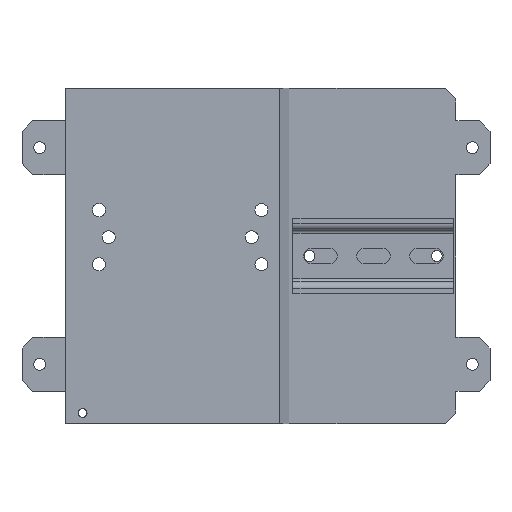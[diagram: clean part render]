
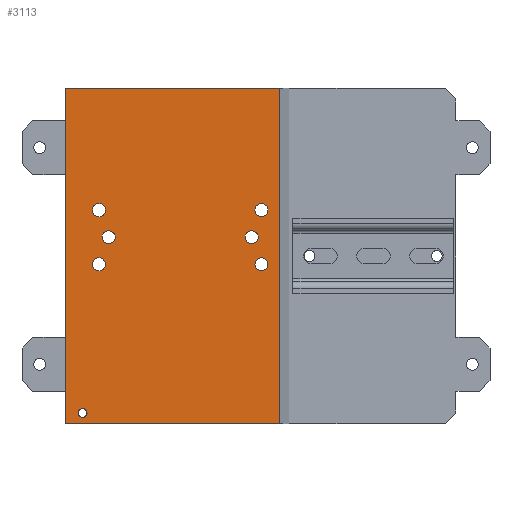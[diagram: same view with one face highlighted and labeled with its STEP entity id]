
A CAD part, top view. The second image highlights one B-rep face of the part: STEP entity #3113.
In plain terms, the highlighted planar face has unit normal (0, 0, 1).
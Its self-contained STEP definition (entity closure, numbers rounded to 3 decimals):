
#1224=CARTESIAN_POINT('',(299.339,192.735,2.));
#1225=DIRECTION('',(0.,0.,-1.));
#1226=DIRECTION('',(-1.,0.,0.));
#1227=AXIS2_PLACEMENT_3D('',#1224,#1225,#1226);
#1232=CARTESIAN_POINT('',(299.339,192.735,2.));
#1233=DIRECTION('',(0.,0.,-1.));
#1234=DIRECTION('',(1.,0.,0.));
#1235=AXIS2_PLACEMENT_3D('',#1232,#1233,#1234);
#1240=CARTESIAN_POINT('',(377.359,273.905,2.));
#1241=DIRECTION('',(0.,0.,-1.));
#1242=DIRECTION('',(-1.,0.,0.));
#1243=AXIS2_PLACEMENT_3D('',#1240,#1241,#1242);
#1248=CARTESIAN_POINT('',(377.359,273.905,2.));
#1249=DIRECTION('',(0.,0.,-1.));
#1250=DIRECTION('',(1.,0.,0.));
#1251=AXIS2_PLACEMENT_3D('',#1248,#1249,#1250);
#1256=CARTESIAN_POINT('',(311.359,273.905,2.));
#1257=DIRECTION('',(0.,0.,-1.));
#1258=DIRECTION('',(-1.,0.,0.));
#1259=AXIS2_PLACEMENT_3D('',#1256,#1257,#1258);
#1264=CARTESIAN_POINT('',(311.359,273.905,2.));
#1265=DIRECTION('',(0.,0.,-1.));
#1266=DIRECTION('',(1.,0.,0.));
#1267=AXIS2_PLACEMENT_3D('',#1264,#1265,#1266);
#1272=CARTESIAN_POINT('',(306.859,261.405,2.));
#1273=DIRECTION('',(0.,0.,-1.));
#1274=DIRECTION('',(-1.,0.,0.));
#1275=AXIS2_PLACEMENT_3D('',#1272,#1273,#1274);
#1280=CARTESIAN_POINT('',(306.859,261.405,2.));
#1281=DIRECTION('',(0.,0.,-1.));
#1282=DIRECTION('',(1.,0.,0.));
#1283=AXIS2_PLACEMENT_3D('',#1280,#1281,#1282);
#1288=CARTESIAN_POINT('',(306.859,286.405,2.));
#1289=DIRECTION('',(0.,0.,-1.));
#1290=DIRECTION('',(-1.,0.,0.));
#1291=AXIS2_PLACEMENT_3D('',#1288,#1289,#1290);
#1296=CARTESIAN_POINT('',(306.859,286.405,2.));
#1297=DIRECTION('',(0.,0.,-1.));
#1298=DIRECTION('',(1.,0.,0.));
#1299=AXIS2_PLACEMENT_3D('',#1296,#1297,#1298);
#1304=CARTESIAN_POINT('',(381.859,286.405,2.));
#1305=DIRECTION('',(0.,0.,-1.));
#1306=DIRECTION('',(-1.,0.,0.));
#1307=AXIS2_PLACEMENT_3D('',#1304,#1305,#1306);
#1312=CARTESIAN_POINT('',(381.859,286.405,2.));
#1313=DIRECTION('',(0.,0.,-1.));
#1314=DIRECTION('',(1.,0.,0.));
#1315=AXIS2_PLACEMENT_3D('',#1312,#1313,#1314);
#1320=CARTESIAN_POINT('',(381.859,261.405,2.));
#1321=DIRECTION('',(0.,0.,-1.));
#1322=DIRECTION('',(-1.,0.,0.));
#1323=AXIS2_PLACEMENT_3D('',#1320,#1321,#1322);
#1328=CARTESIAN_POINT('',(381.859,261.405,2.));
#1329=DIRECTION('',(0.,0.,-1.));
#1330=DIRECTION('',(1.,0.,0.));
#1331=AXIS2_PLACEMENT_3D('',#1328,#1329,#1330);
#1336=DIRECTION('',(1.,0.,0.));
#1337=VECTOR('',#1336,98.8);
#1338=CARTESIAN_POINT('',(291.339,187.735,2.));
#1339=LINE('',#1338,#1337);
#1343=DIRECTION('',(0.,-1.,0.));
#1344=VECTOR('',#1343,155.);
#1345=CARTESIAN_POINT('',(291.339,342.735,2.));
#1346=LINE('',#1345,#1344);
#1350=DIRECTION('',(-1.,0.,0.));
#1351=VECTOR('',#1350,98.8);
#1352=CARTESIAN_POINT('',(390.139,342.735,2.));
#1353=LINE('',#1352,#1351);
#1441=DIRECTION('',(0.,1.,0.));
#1442=VECTOR('',#1441,155.);
#1443=CARTESIAN_POINT('',(390.139,187.735,2.));
#1444=LINE('',#1443,#1442);
#1854=CARTESIAN_POINT('',(291.339,342.735,2.));
#1855=CARTESIAN_POINT('',(291.339,187.735,2.));
#1856=VERTEX_POINT('',#1854);
#1857=VERTEX_POINT('',#1855);
#1858=CARTESIAN_POINT('',(378.859,261.405,2.));
#1860=VERTEX_POINT('',#1858);
#1862=CARTESIAN_POINT('',(384.859,261.405,2.));
#1863=VERTEX_POINT('',#1862);
#1866=CARTESIAN_POINT('',(378.859,286.405,2.));
#1868=VERTEX_POINT('',#1866);
#1870=CARTESIAN_POINT('',(384.859,286.405,2.));
#1871=VERTEX_POINT('',#1870);
#1874=CARTESIAN_POINT('',(303.859,286.405,2.));
#1876=VERTEX_POINT('',#1874);
#1878=CARTESIAN_POINT('',(309.859,286.405,2.));
#1879=VERTEX_POINT('',#1878);
#1882=CARTESIAN_POINT('',(303.859,261.405,2.));
#1884=VERTEX_POINT('',#1882);
#1886=CARTESIAN_POINT('',(309.859,261.405,2.));
#1887=VERTEX_POINT('',#1886);
#1890=CARTESIAN_POINT('',(308.359,273.905,2.));
#1892=VERTEX_POINT('',#1890);
#1894=CARTESIAN_POINT('',(314.359,273.905,2.));
#1895=VERTEX_POINT('',#1894);
#1898=CARTESIAN_POINT('',(374.359,273.905,2.));
#1900=VERTEX_POINT('',#1898);
#1902=CARTESIAN_POINT('',(380.359,273.905,2.));
#1903=VERTEX_POINT('',#1902);
#1906=CARTESIAN_POINT('',(297.339,192.735,2.));
#1908=VERTEX_POINT('',#1906);
#1910=CARTESIAN_POINT('',(301.339,192.735,2.));
#1911=VERTEX_POINT('',#1910);
#1926=CARTESIAN_POINT('',(390.139,187.735,2.));
#1927=VERTEX_POINT('',#1926);
#1932=CARTESIAN_POINT('',(390.139,342.735,2.));
#1933=VERTEX_POINT('',#1932);
#3061=CARTESIAN_POINT('',(340.739,265.235,2.));
#3062=DIRECTION('',(0.,0.,1.));
#3063=DIRECTION('',(1.,0.,0.));
#3064=AXIS2_PLACEMENT_3D('',#3061,#3062,#3063);
#3065=PLANE('',#3064);
#3067=ORIENTED_EDGE('',*,*,#3066,.F.);
#3068=ORIENTED_EDGE('',*,*,#2165,.F.);
#3069=ORIENTED_EDGE('',*,*,#2657,.F.);
#3070=ORIENTED_EDGE('',*,*,#2629,.F.);
#3071=EDGE_LOOP('',(#3067,#3068,#3069,#3070));
#3072=FACE_OUTER_BOUND('',#3071,.F.);
#3074=ORIENTED_EDGE('',*,*,#3073,.F.);
#3076=ORIENTED_EDGE('',*,*,#3075,.F.);
#3077=EDGE_LOOP('',(#3074,#3076));
#3078=FACE_BOUND('',#3077,.F.);
#3080=ORIENTED_EDGE('',*,*,#3079,.F.);
#3082=ORIENTED_EDGE('',*,*,#3081,.F.);
#3083=EDGE_LOOP('',(#3080,#3082));
#3084=FACE_BOUND('',#3083,.F.);
#3086=ORIENTED_EDGE('',*,*,#3085,.F.);
#3088=ORIENTED_EDGE('',*,*,#3087,.F.);
#3089=EDGE_LOOP('',(#3086,#3088));
#3090=FACE_BOUND('',#3089,.F.);
#3092=ORIENTED_EDGE('',*,*,#3091,.F.);
#3094=ORIENTED_EDGE('',*,*,#3093,.F.);
#3095=EDGE_LOOP('',(#3092,#3094));
#3096=FACE_BOUND('',#3095,.F.);
#3098=ORIENTED_EDGE('',*,*,#3097,.F.);
#3100=ORIENTED_EDGE('',*,*,#3099,.F.);
#3101=EDGE_LOOP('',(#3098,#3100));
#3102=FACE_BOUND('',#3101,.F.);
#3104=ORIENTED_EDGE('',*,*,#3103,.F.);
#3106=ORIENTED_EDGE('',*,*,#3105,.F.);
#3107=EDGE_LOOP('',(#3104,#3106));
#3108=FACE_BOUND('',#3107,.F.);
#3109=ORIENTED_EDGE('',*,*,#3047,.F.);
#3110=ORIENTED_EDGE('',*,*,#3029,.F.);
#3111=EDGE_LOOP('',(#3109,#3110));
#3112=FACE_BOUND('',#3111,.F.);
#1228=CIRCLE('',#1227,2.);
#1236=CIRCLE('',#1235,2.);
#1244=CIRCLE('',#1243,3.);
#1252=CIRCLE('',#1251,3.);
#1260=CIRCLE('',#1259,3.);
#1268=CIRCLE('',#1267,3.);
#1276=CIRCLE('',#1275,3.);
#1284=CIRCLE('',#1283,3.);
#1292=CIRCLE('',#1291,3.);
#1300=CIRCLE('',#1299,3.);
#1308=CIRCLE('',#1307,3.);
#1316=CIRCLE('',#1315,3.);
#1324=CIRCLE('',#1323,3.);
#1332=CIRCLE('',#1331,3.);
#2165=EDGE_CURVE('',#1857,#1927,#1339,.T.);
#2629=EDGE_CURVE('',#1933,#1856,#1353,.T.);
#2657=EDGE_CURVE('',#1856,#1857,#1346,.T.);
#3029=EDGE_CURVE('',#1911,#1908,#1236,.T.);
#3047=EDGE_CURVE('',#1908,#1911,#1228,.T.);
#3066=EDGE_CURVE('',#1927,#1933,#1444,.T.);
#3073=EDGE_CURVE('',#1900,#1903,#1244,.T.);
#3075=EDGE_CURVE('',#1903,#1900,#1252,.T.);
#3079=EDGE_CURVE('',#1892,#1895,#1260,.T.);
#3081=EDGE_CURVE('',#1895,#1892,#1268,.T.);
#3085=EDGE_CURVE('',#1884,#1887,#1276,.T.);
#3087=EDGE_CURVE('',#1887,#1884,#1284,.T.);
#3091=EDGE_CURVE('',#1876,#1879,#1292,.T.);
#3093=EDGE_CURVE('',#1879,#1876,#1300,.T.);
#3097=EDGE_CURVE('',#1868,#1871,#1308,.T.);
#3099=EDGE_CURVE('',#1871,#1868,#1316,.T.);
#3103=EDGE_CURVE('',#1860,#1863,#1324,.T.);
#3105=EDGE_CURVE('',#1863,#1860,#1332,.T.);
#3113=ADVANCED_FACE('',(#3072,#3078,#3084,#3090,#3096,#3102,#3108,#3112),#3065,
.T.);
